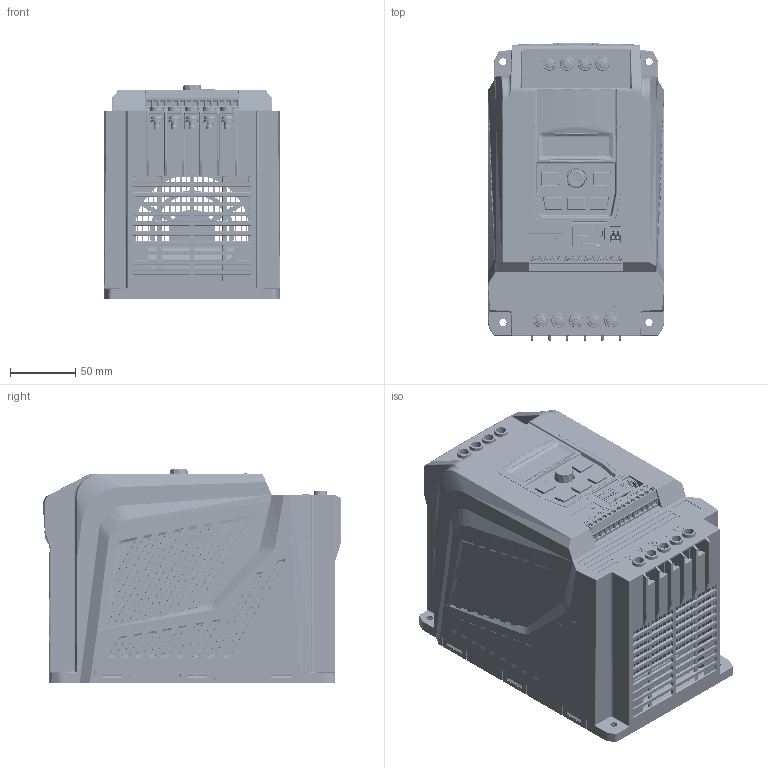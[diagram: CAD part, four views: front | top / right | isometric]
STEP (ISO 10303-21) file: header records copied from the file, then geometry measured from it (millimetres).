
FILE_DESCRIPTION(/* description */ (''),/* implementation_level */ '2;1');
FILE_NAME(/* name */ 'CA100-11A-3D-20250519.stp',/* time_stamp */ '2025-05-19T13:30:21+08:00',/* author */ (''),/* organization */ (''),/* preprocessor_version */ 'ST-DEVELOPER v16',/* originating_system */ 'SIEMENS PLM Software NX 10.0',/* authorisation */ '');
FILE_SCHEMA (('AP203_CONFIGURATION_CONTROLLED_3D_DESIGN_OF_MECHANICAL_PARTS_AND_ASSEMBLIES_MIM_LF { 1 0 10303 403 2 1 2}'));
Products named in the file (1): it2030C261hphw
Bounding box: 135 x 228 x 163.79 mm (x, y, z)
Volume: 1303120.9 mm3; surface area: 1151119.8 mm2
Topology: 100 solids, 114 shells, 14868 faces, 38745 edges, 24724 vertices
Faces by surface type: plane 7496, cylinder 2953, bspline 1858, extrusion 1263, cone 639, torus 440, sphere 219
Full cylindrical faces by diameter (mm): 2 x4, 2.5 x8, 3 x6, 3.3 x11, 3.5 x4, 3.65 x7, 3.7 x1, 4 x3, 4.1 x2, 4.2 x4, 4.51 x1, 5 x2, 5.3 x1, 5.7 x1, 6.2 x2, 6.7 x1, 7.5 x5, 10 x9, 24.2 x4, 28.775 x4, 35 x4
Entity records: 532410 total; most frequent: CARTESIAN_POINT 177259, ORIENTED_EDGE 76554, DIRECTION 64013, EDGE_CURVE 38277, VERTEX_POINT 24620, VECTOR 22495, LINE 21232, AXIS2_PLACEMENT_3D 20759
